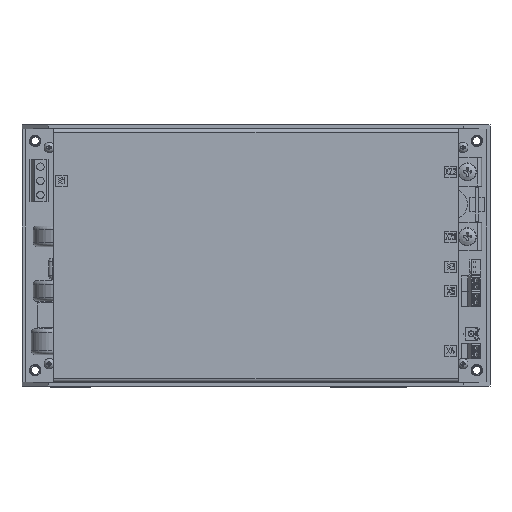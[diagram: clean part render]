
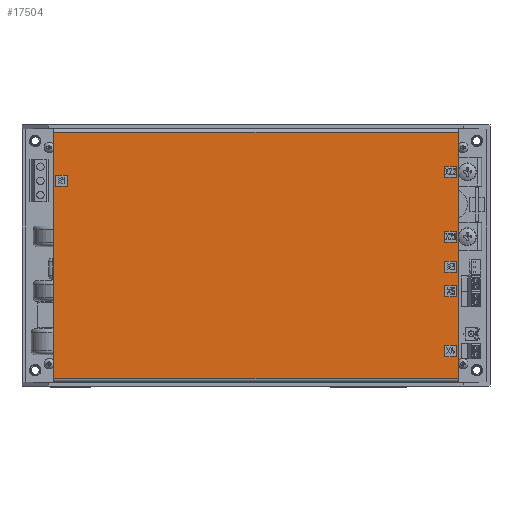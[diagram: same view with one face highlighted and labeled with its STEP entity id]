
A CAD part, top view. The second image highlights one B-rep face of the part: STEP entity #17504.
In plain terms, the highlighted face is planar.
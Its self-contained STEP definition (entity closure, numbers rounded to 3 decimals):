
#17504=ADVANCED_FACE('',(#32702),#32704,.F.);
#32702=FACE_BOUND('',#32703,.T.);
#32703=EDGE_LOOP('',(#42754,#42755,#42756,#42757));
#32704=PLANE('',#32705);
#32705=AXIS2_PLACEMENT_3D('',#32706,#32707,#32708);
#32706=CARTESIAN_POINT('',(0.,0.,0.));
#32707=DIRECTION('',(0.,0.,1.));
#32708=DIRECTION('',(1.,0.,0.));
#42754=ORIENTED_EDGE('',*,*,#47825,.T.);
#42755=ORIENTED_EDGE('',*,*,#47826,.F.);
#42756=ORIENTED_EDGE('',*,*,#47818,.T.);
#42757=ORIENTED_EDGE('',*,*,#47827,.F.);
#47818=EDGE_CURVE('',#55742,#55740,#55743,.T.);
#47825=EDGE_CURVE('',#55752,#55753,#55754,.T.);
#47826=EDGE_CURVE('',#55742,#55753,#55755,.T.);
#47827=EDGE_CURVE('',#55752,#55740,#55756,.T.);
#55740=VERTEX_POINT('',#77131);
#55742=VERTEX_POINT('',#77136);
#55743=LINE('',#77137,#77138);
#55752=VERTEX_POINT('',#77161);
#55753=VERTEX_POINT('',#77162);
#55754=LINE('',#77163,#77164);
#55755=LINE('',#77166,#77167);
#55756=LINE('',#77169,#77170);
#77131=CARTESIAN_POINT('',(210.25,131.,0.));
#77136=CARTESIAN_POINT('',(-4.75,131.,0.));
#77137=CARTESIAN_POINT('',(-4.75,131.,0.));
#77138=VECTOR('',#77139,1.);
#77139=DIRECTION('',(1.,0.,0.));
#77161=CARTESIAN_POINT('',(210.25,0.,0.));
#77162=CARTESIAN_POINT('',(-4.75,0.,0.));
#77163=CARTESIAN_POINT('',(210.25,0.,0.));
#77164=VECTOR('',#77165,1.);
#77165=DIRECTION('',(-1.,0.,0.));
#77166=CARTESIAN_POINT('',(-4.75,131.,0.));
#77167=VECTOR('',#77168,1.);
#77168=DIRECTION('',(0.,-1.,0.));
#77169=CARTESIAN_POINT('',(210.25,0.,0.));
#77170=VECTOR('',#77171,1.);
#77171=DIRECTION('',(0.,1.,0.));
